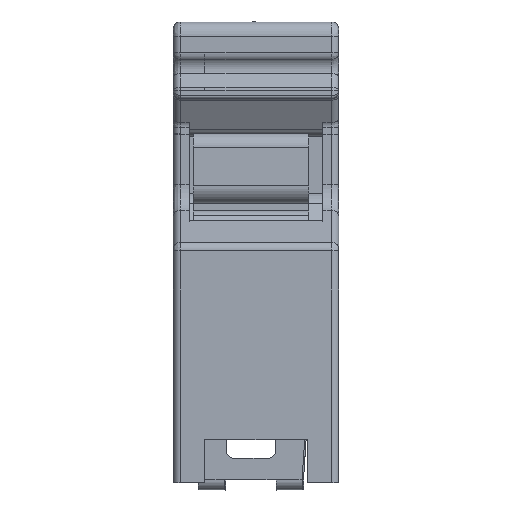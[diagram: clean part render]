
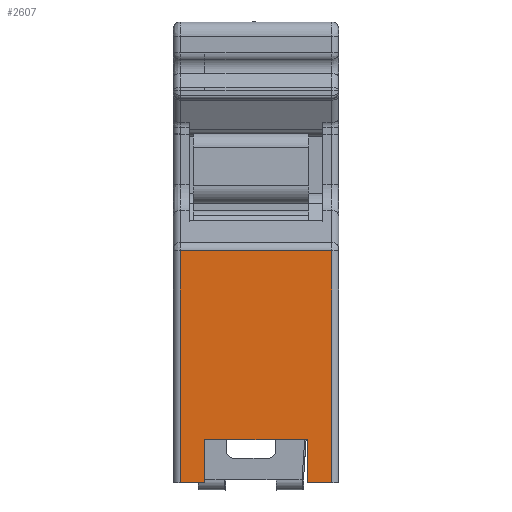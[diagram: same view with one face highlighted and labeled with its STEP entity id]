
A CAD part, front view. The second image highlights one B-rep face of the part: STEP entity #2607.
In plain terms, the highlighted planar face has unit normal (0, -1, 0).
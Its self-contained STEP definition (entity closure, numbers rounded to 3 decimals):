
#2508=CARTESIAN_POINT('',(10.8,-24.35,-15.893));
#2509=VERTEX_POINT('',#2508);
#2510=CARTESIAN_POINT('',(10.8,-24.35,-32.));
#2511=VERTEX_POINT('',#2510);
#2512=CARTESIAN_POINT('',(10.8,-24.35,-15.893));
#2513=DIRECTION('',(0.,0.,-1.));
#2514=VECTOR('',#2513,16.107);
#2515=LINE('',#2512,#2514);
#2516=EDGE_CURVE('',#2509,#2511,#2515,.T.);
#2545=CARTESIAN_POINT('',(5.75,-24.35,-23.946));
#2546=DIRECTION('',(0.,0.,-1.));
#2547=DIRECTION('',(0.,-1.,0.));
#2548=AXIS2_PLACEMENT_3D('',#2545,#2547,#2546);
#2549=PLANE('',#2548);
#2550=CARTESIAN_POINT('',(9.1,-24.35,-32.));
#2551=VERTEX_POINT('',#2550);
#2552=CARTESIAN_POINT('',(9.1,-24.35,-32.));
#2553=DIRECTION('',(1.,0.,0.));
#2554=VECTOR('',#2553,1.7);
#2555=LINE('',#2552,#2554);
#2556=EDGE_CURVE('',#2551,#2511,#2555,.T.);
#2557=ORIENTED_EDGE('',*,*,#2556,.T.);
#2558=ORIENTED_EDGE('',*,*,#2516,.F.);
#2559=CARTESIAN_POINT('',(0.3,-24.35,-15.893));
#2560=VERTEX_POINT('',#2559);
#2561=CARTESIAN_POINT('',(0.3,-24.35,-15.893));
#2562=DIRECTION('',(1.,0.,0.));
#2563=VECTOR('',#2562,10.5);
#2564=LINE('',#2561,#2563);
#2565=EDGE_CURVE('',#2560,#2509,#2564,.T.);
#2566=ORIENTED_EDGE('',*,*,#2565,.F.);
#2567=CARTESIAN_POINT('',(0.3,-24.35,-32.));
#2568=VERTEX_POINT('',#2567);
#2569=CARTESIAN_POINT('',(0.3,-24.35,-32.));
#2570=DIRECTION('',(0.,0.,1.));
#2571=VECTOR('',#2570,16.107);
#2572=LINE('',#2569,#2571);
#2573=EDGE_CURVE('',#2568,#2560,#2572,.T.);
#2574=ORIENTED_EDGE('',*,*,#2573,.F.);
#2575=CARTESIAN_POINT('',(2.,-24.35,-32.));
#2576=VERTEX_POINT('',#2575);
#2577=CARTESIAN_POINT('',(2.,-24.35,-32.));
#2578=DIRECTION('',(-1.,0.,0.));
#2579=VECTOR('',#2578,1.7);
#2580=LINE('',#2577,#2579);
#2581=EDGE_CURVE('',#2576,#2568,#2580,.T.);
#2582=ORIENTED_EDGE('',*,*,#2581,.F.);
#2583=CARTESIAN_POINT('',(2.,-24.35,-29.));
#2584=VERTEX_POINT('',#2583);
#2585=CARTESIAN_POINT('',(2.,-24.35,-32.));
#2586=DIRECTION('',(0.,0.,1.));
#2587=VECTOR('',#2586,3.);
#2588=LINE('',#2585,#2587);
#2589=EDGE_CURVE('',#2576,#2584,#2588,.T.);
#2590=ORIENTED_EDGE('',*,*,#2589,.T.);
#2591=CARTESIAN_POINT('',(9.1,-24.35,-29.));
#2592=VERTEX_POINT('',#2591);
#2593=CARTESIAN_POINT('',(2.,-24.35,-29.));
#2594=DIRECTION('',(1.,0.,0.));
#2595=VECTOR('',#2594,7.1);
#2596=LINE('',#2593,#2595);
#2597=EDGE_CURVE('',#2584,#2592,#2596,.T.);
#2598=ORIENTED_EDGE('',*,*,#2597,.T.);
#2599=CARTESIAN_POINT('',(9.1,-24.35,-29.));
#2600=DIRECTION('',(0.,0.,-1.));
#2601=VECTOR('',#2600,3.);
#2602=LINE('',#2599,#2601);
#2603=EDGE_CURVE('',#2592,#2551,#2602,.T.);
#2604=ORIENTED_EDGE('',*,*,#2603,.T.);
#2605=EDGE_LOOP('',(#2557,#2558,#2566,#2574,#2582,#2590,#2598,#2604));
#2606=FACE_OUTER_BOUND('',#2605,.T.);
#2607=ADVANCED_FACE('',(#2606),#2549,.T.);
